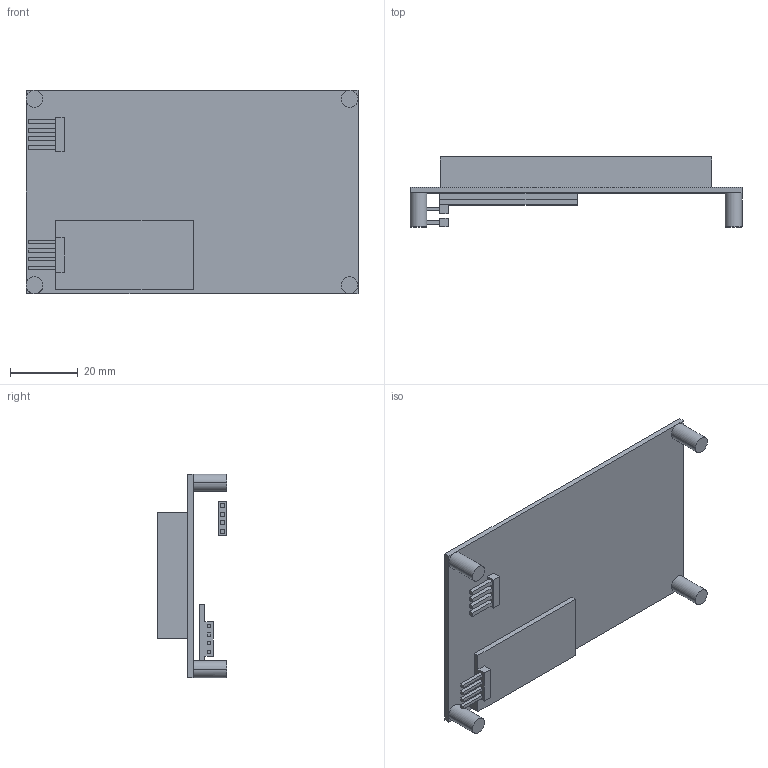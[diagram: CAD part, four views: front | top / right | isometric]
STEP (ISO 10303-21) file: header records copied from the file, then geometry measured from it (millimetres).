
FILE_DESCRIPTION((''),'2;1');
FILE_NAME('LCD2004V2','2020-11-18T10:16:54',('bryan.musy'),(''),'CREO PARAMETRIC BY PTC INC, 2016390','CREO PARAMETRIC BY PTC INC, 2016390','');
FILE_SCHEMA(('AUTOMOTIVE_DESIGN { 1 0 10303 214 1 1 1 1 }'));
Length unit declared in the file: millimetre
Products named in the file (1): LCD2004V2
Bounding box: 98 x 20.6 x 60.03 mm (x, y, z)
Volume: 37722.3 mm3; surface area: 17442.8 mm2
Topology: 2 solids, 2 shells, 101 faces, 235 edges, 153 vertices
Faces by surface type: plane 85, cylinder 16
Entity records: 4852 total; most frequent: CARTESIAN_POINT 491, DIRECTION 474, ORIENTED_EDGE 470, PRESENTATION_STYLE_ASSIGNMENT 338, STYLED_ITEM 237, CURVE_STYLE 235, EDGE_CURVE 235, VECTOR 198
